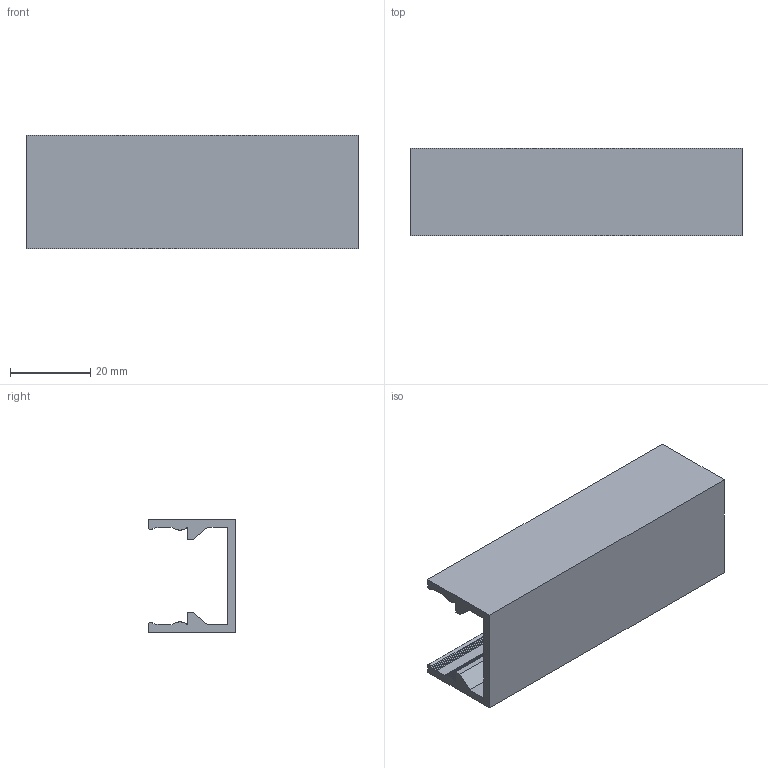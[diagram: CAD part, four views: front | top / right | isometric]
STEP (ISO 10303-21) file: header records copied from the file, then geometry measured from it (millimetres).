
FILE_DESCRIPTION(('FreeCAD Model'),'2;1');
FILE_NAME('Open CASCADE Shape Model','1974-01-01T00:00:00',(''),(''), 'Open CASCADE STEP processor 7.7','FreeCAD','Unknown');
FILE_SCHEMA(('AUTOMOTIVE_DESIGN { 1 0 10303 214 1 1 1 1 }'));
Length unit declared in the file: millimetre
Products named in the file (1): k1_cable_cover_left_step
Bounding box: 83 x 21.88 x 28.39 mm (x, y, z)
Volume: 13407.7 mm3; surface area: 12785.1 mm2
Topology: 1 solids, 1 shells, 92 faces, 268 edges, 178 vertices
Faces by surface type: plane 90, cylinder 2
Entity records: 2990 total; most frequent: CARTESIAN_POINT 539, ORIENTED_EDGE 536, DIRECTION 458, EDGE_CURVE 268, LINE 264, VECTOR 264, VERTEX_POINT 178, AXIS2_PLACEMENT_3D 97
